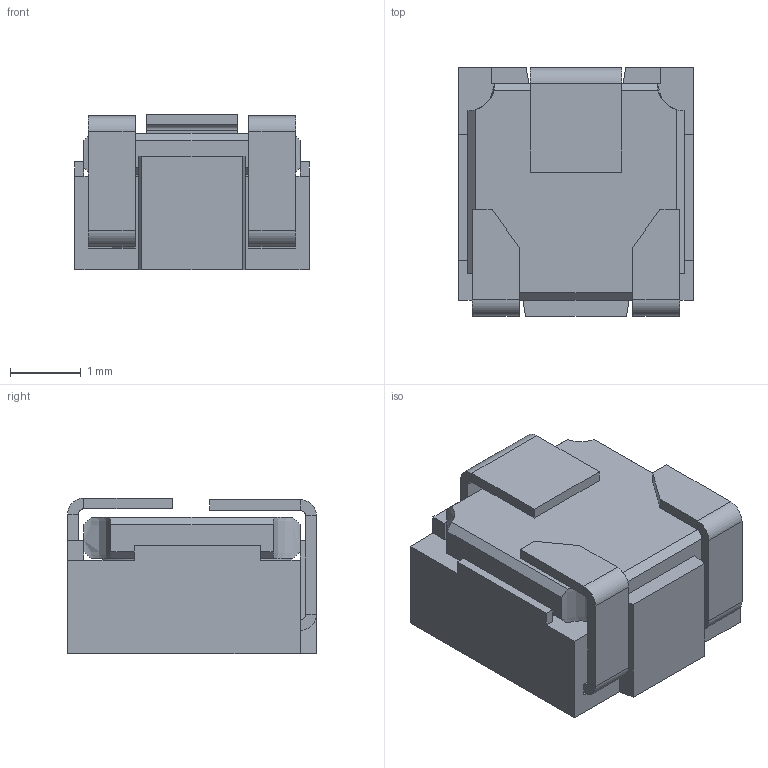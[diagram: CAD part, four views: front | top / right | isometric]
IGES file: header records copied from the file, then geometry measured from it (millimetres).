
Start section:  PTC IGES file: 3313X002.igs
Global section: file name: 3313X002.igs; native system: Creo Parametric by Parametric Technology Corporation; preprocessor: 2012230; author: stevec; organization: Unknown; date: 20121030.104517; units: inch
Bounding box: 3.3 x 3.51 x 2.2 mm (x, y, z)
Volume: 18.1 mm3; surface area: 116.3 mm2
Topology: 1 solids, 3 shells, 234 faces, 610 edges, 380 vertices
Faces by surface type: bspline 167, revolution 67
